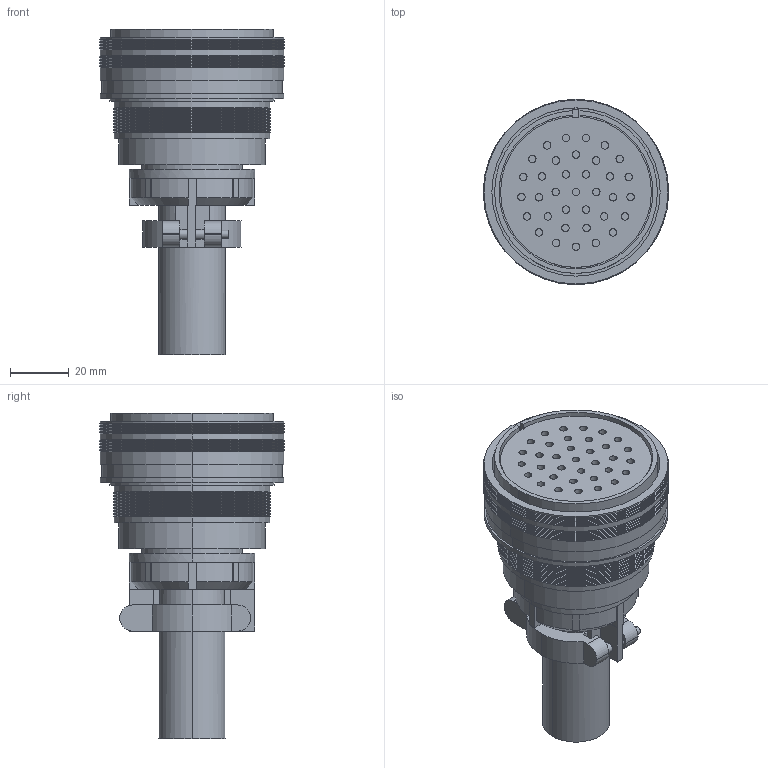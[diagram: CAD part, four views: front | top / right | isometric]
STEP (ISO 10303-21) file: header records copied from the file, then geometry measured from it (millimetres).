
FILE_DESCRIPTION (( 'STEP AP203' ), '1' );
FILE_NAME ('A0740-1-CN.STEP', '2013-11-06T14:16:47', ( '' ), ( '' ), 'SwSTEP 2.0', 'SolidWorks 2012', '' );
FILE_SCHEMA (( 'CONFIG_CONTROL_DESIGN' ));
Length unit declared in the file: inch
Products named in the file (1): A0740-1-CN
Bounding box: 62.99 x 62.99 x 110.59 mm (x, y, z)
Volume: 136669.7 mm3; surface area: 43137.2 mm2
Topology: 1 solids, 1 shells, 438 faces, 982 edges, 594 vertices
Faces by surface type: plane 162, cylinder 138, cone 134, torus 4
Entity records: 12293 total; most frequent: DIRECTION 2306, CARTESIAN_POINT 2109, ORIENTED_EDGE 1964, EDGE_CURVE 982, AXIS2_PLACEMENT_3D 897, VERTEX_POINT 594, VECTOR 512, LINE 512
